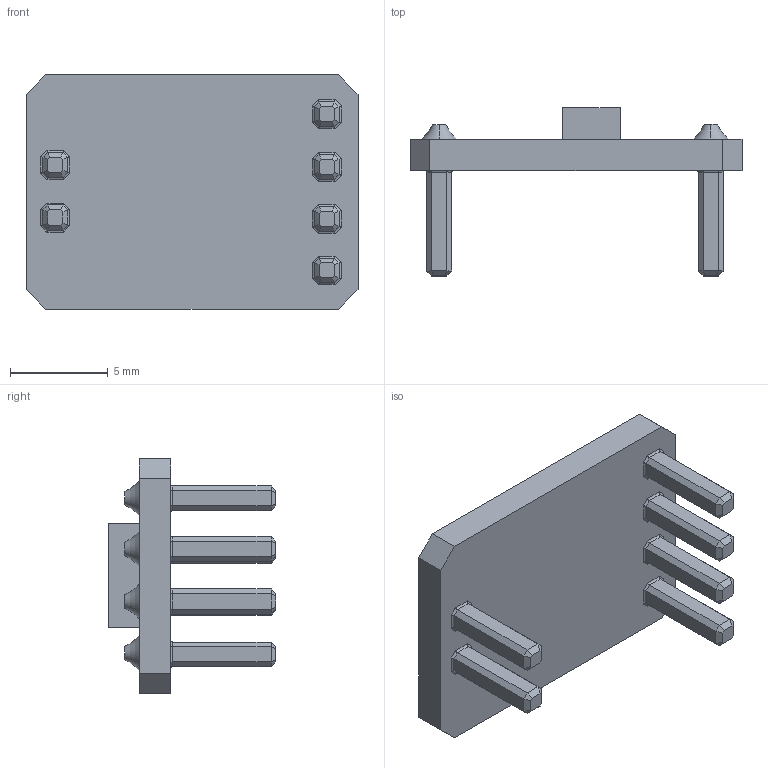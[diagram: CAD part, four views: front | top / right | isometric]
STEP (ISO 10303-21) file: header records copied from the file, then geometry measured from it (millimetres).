
FILE_DESCRIPTION (( 'STEP AP214' ), '1' );
FILE_NAME ('vl531x.STEP', '2025-07-30T11:58:43', ( '' ), ( '' ), 'SwSTEP 2.0', 'SolidWorks 2024', '' );
FILE_SCHEMA (( 'AUTOMOTIVE_DESIGN' ));
Length unit declared in the file: millimetre
Products named in the file (1): vl531x
Bounding box: 17 x 8.6 x 12 mm (x, y, z)
Volume: 401.3 mm3; surface area: 668.1 mm2
Topology: 1 solids, 1 shells, 183 faces, 408 edges, 240 vertices
Faces by surface type: plane 123, cylinder 48, torus 12
Entity records: 4893 total; most frequent: CARTESIAN_POINT 976, ORIENTED_EDGE 816, DIRECTION 764, EDGE_CURVE 408, LINE 324, VECTOR 324, VERTEX_POINT 240, AXIS2_PLACEMENT_3D 220
